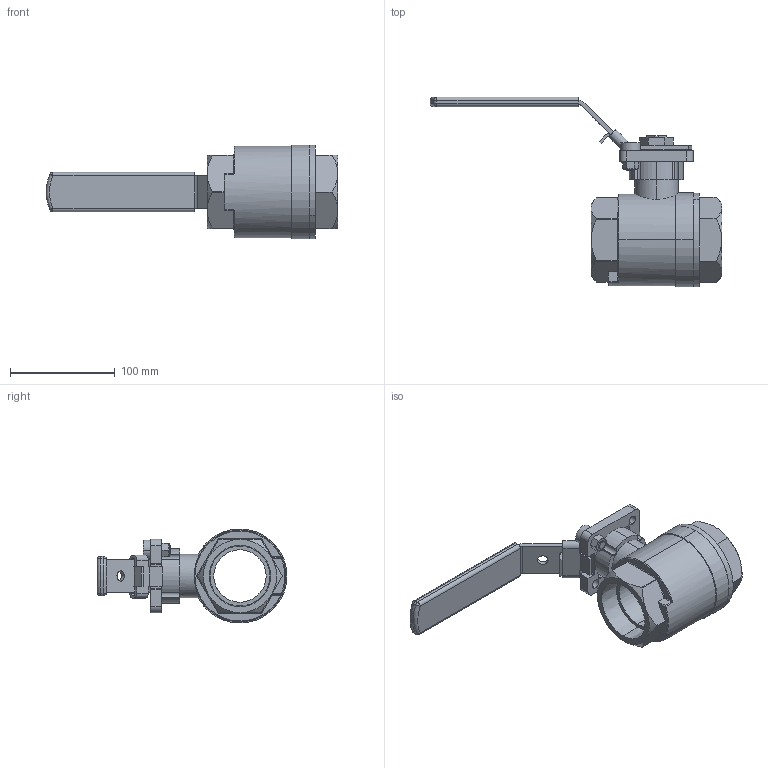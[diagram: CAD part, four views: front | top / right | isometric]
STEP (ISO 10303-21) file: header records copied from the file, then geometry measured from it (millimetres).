
FILE_DESCRIPTION (( 'STEP AP214' ), '1' );
FILE_NAME ('22-TH-0200-XXX.STEP', '2019-08-02T13:30:51', ( '' ), ( '' ), 'SwSTEP 2.0', 'SolidWorks 2019', '' );
FILE_SCHEMA (( 'AUTOMOTIVE_DESIGN' ));
Length unit declared in the file: inch
Products named in the file (9): 22592; 22589; 22581; 22588; 22-TH-0200-XXX; 22591; 22585; hex nut style 2_am_B18.2.4.2M - Hex nut, Style 2,  M8 x 1.25 --D-N; 22584
Assembly tree (8 placements, depth 2):
  22-TH-0200-XXX
    22584
    22581
    22591
    22588
    22592
    22585
    22589
    hex nut style 2_am_B18.2.4.2M - Hex nut, Style 2,  M8 x 1.25 --D-N
Bounding box: 278.39 x 181.24 x 89.69 mm (x, y, z)
Volume: 496055.9 mm3; surface area: 128868.8 mm2
Topology: 8 solids, 8 shells, 294 faces, 704 edges, 425 vertices
Faces by surface type: plane 138, cylinder 105, cone 32, bspline 7, torus 6, sphere 6
Entity records: 9843 total; most frequent: CARTESIAN_POINT 2359, DIRECTION 1457, ORIENTED_EDGE 1390, EDGE_CURVE 695, AXIS2_PLACEMENT_3D 542, VERTEX_POINT 425, VECTOR 373, LINE 373
